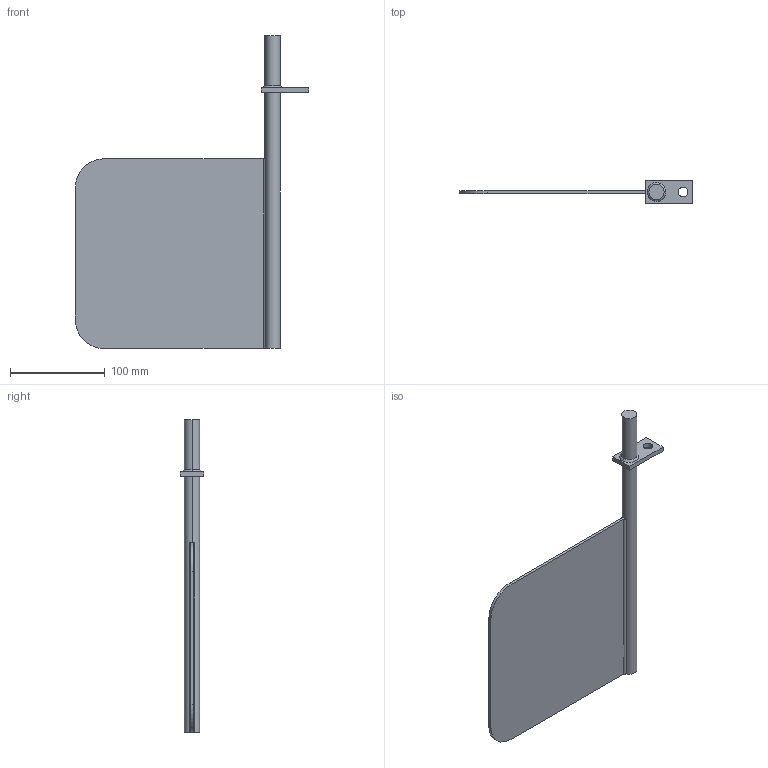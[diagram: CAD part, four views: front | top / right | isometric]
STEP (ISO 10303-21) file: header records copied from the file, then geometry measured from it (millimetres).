
FILE_DESCRIPTION (( 'STEP AP214' ), '1' );
FILE_NAME ('Ensemble safran.STEP', '2020-01-14T20:34:31', ( 'Olivier' ), ( 'Microsoft' ), 'SwSTEP 2.0', 'SolidWorks 2010', '' );
FILE_SCHEMA (( 'AUTOMOTIVE_DESIGN' ));
Length unit declared in the file: millimetre
Products named in the file (7): Axe gouvernail; Safran; commande safran; bead1; bead2; bead3; Ensemble safran
Assembly tree (6 placements, depth 2):
  Ensemble safran
    commande safran
    bead1
    bead2
    Axe gouvernail
    Safran
    bead3
Bounding box: 245.8 x 25 x 330 mm (x, y, z)
Volume: 190623.1 mm3; surface area: 104088 mm2
Topology: 6 solids, 6 shells, 37 faces, 76 edges, 50 vertices
Faces by surface type: plane 20, cylinder 15, bspline 2
Entity records: 1628 total; most frequent: CARTESIAN_POINT 520, DIRECTION 186, ORIENTED_EDGE 152, EDGE_CURVE 76, AXIS2_PLACEMENT_3D 72, VERTEX_POINT 50, EDGE_LOOP 42, LINE 42
